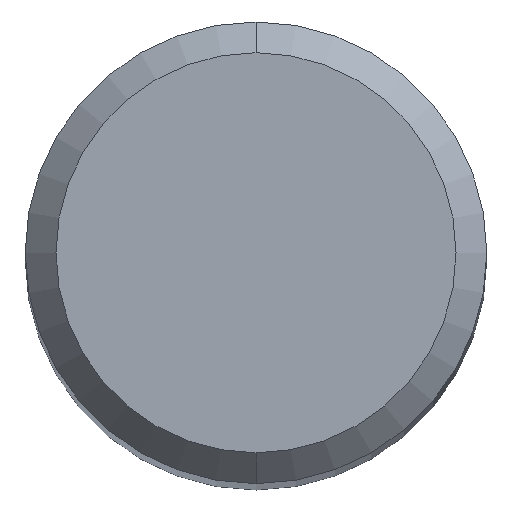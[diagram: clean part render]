
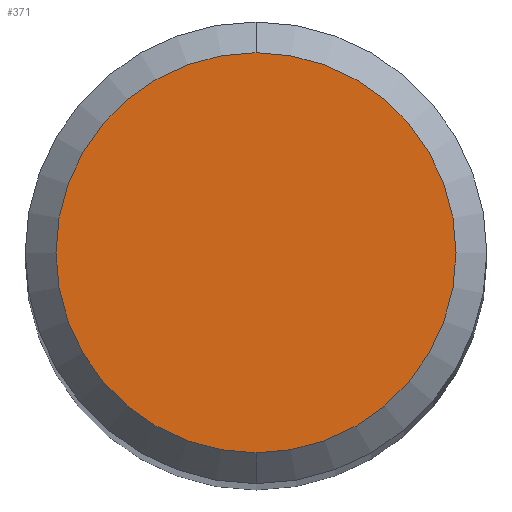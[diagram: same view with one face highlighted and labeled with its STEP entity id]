
A CAD part, top view. The second image highlights one B-rep face of the part: STEP entity #371.
In plain terms, the highlighted planar face has unit normal (0, 0, 1).
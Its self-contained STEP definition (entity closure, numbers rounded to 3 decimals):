
#371=ADVANCED_FACE('',(#968),#969,.T.);
#485=VERTEX_POINT('',#1098);
#501=VERTEX_POINT('',#1118);
#623=EDGE_CURVE('',#501,#485,#1250,.T.);
#695=EDGE_CURVE('',#485,#501,#1329,.T.);
#968=FACE_OUTER_BOUND('',#1916,.T.);
#969=PLANE('',#1917);
#1098=CARTESIAN_POINT('',(0.0,2.6,0.0));
#1118=CARTESIAN_POINT('',(0.,-2.6,0.0));
#1250=CIRCLE('',#5545,2.6);
#1329=CIRCLE('',#5934,2.6);
#1916=EDGE_LOOP('',(#7729,#7730));
#1917=AXIS2_PLACEMENT_3D('',#7731,#7732,#7733);
#5545=AXIS2_PLACEMENT_3D('',#8060,#8061,#8062);
#5934=AXIS2_PLACEMENT_3D('',#8145,#8146,#8147);
#7729=ORIENTED_EDGE('',*,*,#695,.F.);
#7730=ORIENTED_EDGE('',*,*,#623,.F.);
#7731=CARTESIAN_POINT('',(0.0,1.3,0.0));
#7732=DIRECTION('',(-0.0,0.0,1.0));
#7733=DIRECTION('',(0.0,-1.0,0.0));
#8060=CARTESIAN_POINT('',(0.0,0.0,0.0));
#8061=DIRECTION('',(0.0,0.0,-1.0));
#8062=DIRECTION('',(0.0,1.0,0.0));
#8145=CARTESIAN_POINT('',(0.0,0.0,0.0));
#8146=DIRECTION('',(0.0,0.0,-1.0));
#8147=DIRECTION('',(0.0,1.0,0.0));
